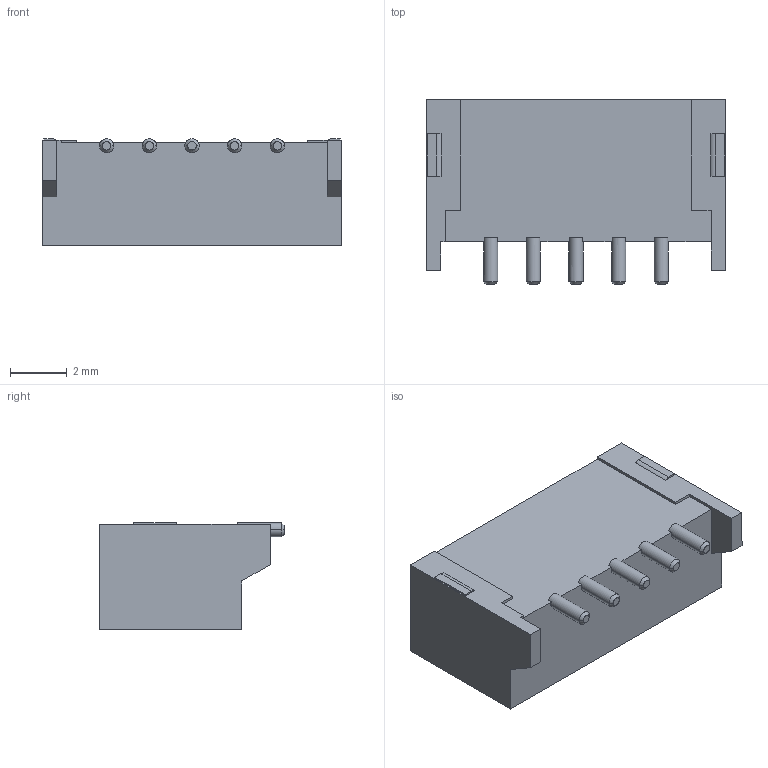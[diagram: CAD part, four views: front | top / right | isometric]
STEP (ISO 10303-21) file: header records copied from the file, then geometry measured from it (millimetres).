
FILE_DESCRIPTION(('CoCreate Modeling STEP Export'),'2;1');
FILE_NAME('WB1519H-05XXC.stp','2021-10-09T 9:17:32',(''),(''),'CoCreate Modeling STEP processor for AP214 (Solid Model)','CoCreate Modeling 16.00 13-May-2008 (C) Parametric Technology GmbH','');
FILE_SCHEMA(('AUTOMOTIVE_DESIGN { 1 0 10303 214 1 1 1 1 }'));
Length unit declared in the file: millimetre
Products named in the file (3): WB1519H-05; WB1519H-05XXC
Assembly tree (2 placements, depth 2):
  WB1519H-05XXC
    WB1519H-05XXC
    WB1519H-05
Bounding box: 10.5 x 6.5 x 3.75 mm (x, y, z)
Volume: 118.1 mm3; surface area: 331.8 mm2
Topology: 1 solids, 1 shells, 123 faces, 383 edges, 336 vertices
Faces by surface type: plane 77, cylinder 26, cone 20
Entity records: 3938 total; most frequent: CARTESIAN_POINT 769, ORIENTED_EDGE 630, DIRECTION 601, EDGE_CURVE 315, VECTOR 297, LINE 297, VERTEX_POINT 200, AXIS2_PLACEMENT_3D 152
